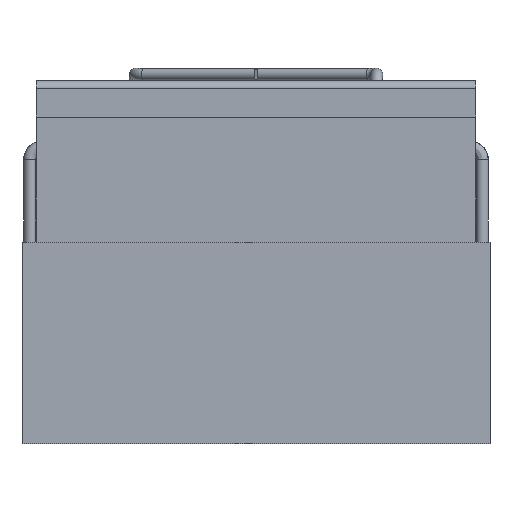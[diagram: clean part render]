
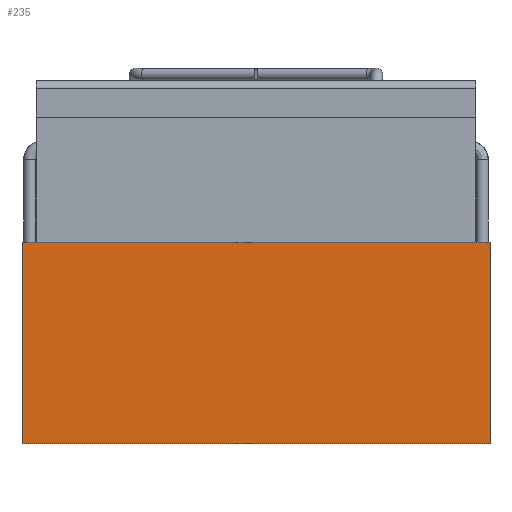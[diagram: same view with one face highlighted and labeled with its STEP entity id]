
A CAD part, front view. The second image highlights one B-rep face of the part: STEP entity #235.
In plain terms, the highlighted planar face has unit normal (0, -1, 0).
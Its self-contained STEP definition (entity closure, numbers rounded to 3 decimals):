
#235 = ADVANCED_FACE( '', ( #487 ), #488, .F. );
#487 = FACE_OUTER_BOUND( '', #1369, .T. );
#488 = PLANE( '', #1370 );
#1369 = EDGE_LOOP( '', ( #1870, #1871, #1872, #1873 ) );
#1370 = AXIS2_PLACEMENT_3D( '', #1874, #1875, #1876 );
#1870 = ORIENTED_EDGE( '', *, *, #1960, .T. );
#1871 = ORIENTED_EDGE( '', *, *, #1984, .T. );
#1872 = ORIENTED_EDGE( '', *, *, #2008, .T. );
#1873 = ORIENTED_EDGE( '', *, *, #2088, .T. );
#1874 = CARTESIAN_POINT( '', ( -0.58, -0.825, -0.5 ) );
#1875 = DIRECTION( '', ( 0., 1., 0. ) );
#1876 = DIRECTION( '', ( 0., 0., 1. ) );
#1960 = EDGE_CURVE( '', #2209, #2213, #2215, .T. );
#1984 = EDGE_CURVE( '', #2213, #2251, #2253, .T. );
#2008 = EDGE_CURVE( '', #2251, #2285, #2288, .T. );
#2088 = EDGE_CURVE( '', #2285, #2209, #2391, .T. );
#2209 = VERTEX_POINT( '', #2654 );
#2213 = VERTEX_POINT( '', #2660 );
#2215 = LINE( '', #2663, #2664 );
#2251 = VERTEX_POINT( '', #2773 );
#2253 = LINE( '', #2776, #2777 );
#2285 = VERTEX_POINT( '', #2824 );
#2288 = LINE( '', #2828, #2829 );
#2391 = LINE( '', #2971, #2972 );
#2654 = CARTESIAN_POINT( '', ( -0.58, -0.825, -0.5 ) );
#2660 = CARTESIAN_POINT( '', ( 0.58, -0.825, -0.5 ) );
#2663 = CARTESIAN_POINT( '', ( -0.58, -0.825, -0.5 ) );
#2664 = VECTOR( '', #3077, 1000. );
#2773 = CARTESIAN_POINT( '', ( 0.58, -0.825, 0. ) );
#2776 = CARTESIAN_POINT( '', ( 0.58, -0.825, -0.5 ) );
#2777 = VECTOR( '', #3101, 1000. );
#2824 = CARTESIAN_POINT( '', ( -0.58, -0.825, 0. ) );
#2828 = CARTESIAN_POINT( '', ( 0.58, -0.825, 0. ) );
#2829 = VECTOR( '', #3127, 1000. );
#2971 = CARTESIAN_POINT( '', ( -0.58, -0.825, 0. ) );
#2972 = VECTOR( '', #3203, 1000. );
#3077 = DIRECTION( '', ( 1., 0., 0. ) );
#3101 = DIRECTION( '', ( 0., 0., 1. ) );
#3127 = DIRECTION( '', ( -1., 0., 0. ) );
#3203 = DIRECTION( '', ( 0., 0., -1. ) );
